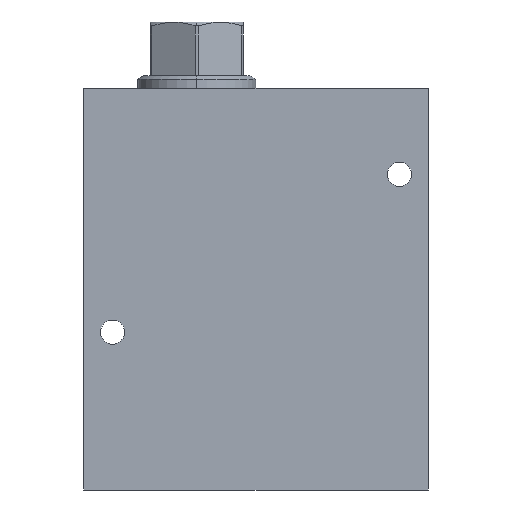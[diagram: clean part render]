
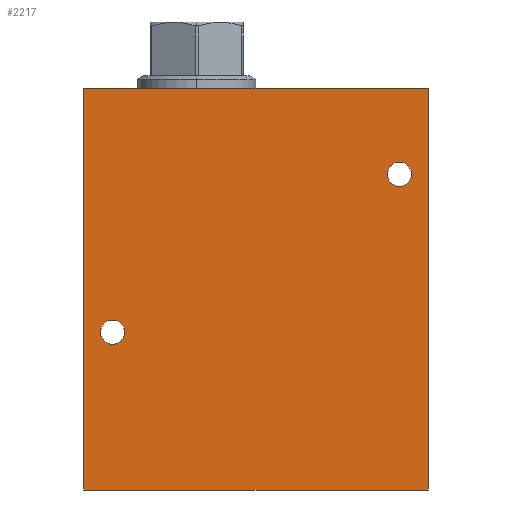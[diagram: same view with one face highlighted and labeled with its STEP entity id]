
A CAD part, front view. The second image highlights one B-rep face of the part: STEP entity #2217.
In plain terms, the highlighted planar face has unit normal (0, -1, 0).
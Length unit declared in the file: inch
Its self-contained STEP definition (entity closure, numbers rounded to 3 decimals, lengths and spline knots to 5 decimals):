
#5=DIRECTION('',(1.,0.,0.));
#6=VECTOR('',#5,6.);
#7=CARTESIAN_POINT('',(0.,-2.625,0.));
#8=LINE('',#7,#6);
#65=DIRECTION('',(0.,0.,1.));
#66=VECTOR('',#65,7.);
#67=CARTESIAN_POINT('',(6.,-2.625,0.));
#68=LINE('',#67,#66);
#99=DIRECTION('',(0.,0.,1.));
#100=VECTOR('',#99,7.);
#101=CARTESIAN_POINT('',(0.,-2.625,0.));
#102=LINE('',#101,#100);
#103=CARTESIAN_POINT('',(0.5,-2.625,2.75));
#104=DIRECTION('',(0.,1.,0.));
#105=DIRECTION('',(0.,0.,-1.));
#106=AXIS2_PLACEMENT_3D('',#103,#104,#105);
#108=CARTESIAN_POINT('',(0.5,-2.625,2.75));
#109=DIRECTION('',(0.,1.,0.));
#110=DIRECTION('',(0.,0.,1.));
#111=AXIS2_PLACEMENT_3D('',#108,#109,#110);
#113=CARTESIAN_POINT('',(5.5,-2.625,5.5));
#114=DIRECTION('',(0.,1.,0.));
#115=DIRECTION('',(0.,0.,-1.));
#116=AXIS2_PLACEMENT_3D('',#113,#114,#115);
#118=CARTESIAN_POINT('',(5.5,-2.625,5.5));
#119=DIRECTION('',(0.,1.,0.));
#120=DIRECTION('',(0.,0.,1.));
#121=AXIS2_PLACEMENT_3D('',#118,#119,#120);
#135=DIRECTION('',(1.,0.,0.));
#136=VECTOR('',#135,6.);
#137=CARTESIAN_POINT('',(0.,-2.625,7.));
#138=LINE('',#137,#136);
#1766=CARTESIAN_POINT('',(0.,-2.625,0.));
#1768=VERTEX_POINT('',#1766);
#1769=CARTESIAN_POINT('',(6.,-2.625,0.));
#1770=VERTEX_POINT('',#1769);
#1774=CARTESIAN_POINT('',(0.,-2.625,7.));
#1776=VERTEX_POINT('',#1774);
#1777=CARTESIAN_POINT('',(6.,-2.625,7.));
#1778=VERTEX_POINT('',#1777);
#2068=CARTESIAN_POINT('',(0.5,-2.625,2.539));
#2069=CARTESIAN_POINT('',(0.5,-2.625,2.961));
#2070=VERTEX_POINT('',#2068);
#2071=VERTEX_POINT('',#2069);
#2080=CARTESIAN_POINT('',(5.5,-2.625,5.289));
#2081=CARTESIAN_POINT('',(5.5,-2.625,5.711));
#2082=VERTEX_POINT('',#2080);
#2083=VERTEX_POINT('',#2081);
#2193=CARTESIAN_POINT('',(0.,-2.625,0.));
#2194=DIRECTION('',(0.,-1.,0.));
#2195=DIRECTION('',(1.,0.,0.));
#2196=AXIS2_PLACEMENT_3D('',#2193,#2194,#2195);
#2197=PLANE('',#2196);
#2198=ORIENTED_EDGE('',*,*,#2099,.F.);
#2199=ORIENTED_EDGE('',*,*,#2118,.T.);
#2201=ORIENTED_EDGE('',*,*,#2200,.T.);
#2202=ORIENTED_EDGE('',*,*,#2167,.F.);
#2203=EDGE_LOOP('',(#2198,#2199,#2201,#2202));
#2204=FACE_OUTER_BOUND('',#2203,.F.);
#2206=ORIENTED_EDGE('',*,*,#2205,.F.);
#2208=ORIENTED_EDGE('',*,*,#2207,.F.);
#2209=EDGE_LOOP('',(#2206,#2208));
#2210=FACE_BOUND('',#2209,.F.);
#2212=ORIENTED_EDGE('',*,*,#2211,.F.);
#2214=ORIENTED_EDGE('',*,*,#2213,.F.);
#2215=EDGE_LOOP('',(#2212,#2214));
#2216=FACE_BOUND('',#2215,.F.);
#2217=ADVANCED_FACE('',(#2204,#2210,#2216),#2197,.T.);
#107=CIRCLE('',#106,0.211);
#112=CIRCLE('',#111,0.211);
#117=CIRCLE('',#116,0.211);
#122=CIRCLE('',#121,0.211);
#2099=EDGE_CURVE('',#1768,#1770,#8,.T.);
#2118=EDGE_CURVE('',#1768,#1776,#102,.T.);
#2167=EDGE_CURVE('',#1770,#1778,#68,.T.);
#2200=EDGE_CURVE('',#1776,#1778,#138,.T.);
#2205=EDGE_CURVE('',#2070,#2071,#107,.T.);
#2207=EDGE_CURVE('',#2071,#2070,#112,.T.);
#2211=EDGE_CURVE('',#2082,#2083,#117,.T.);
#2213=EDGE_CURVE('',#2083,#2082,#122,.T.);
